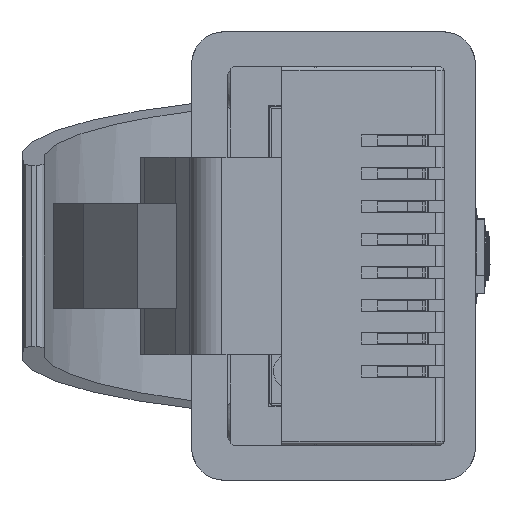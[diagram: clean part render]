
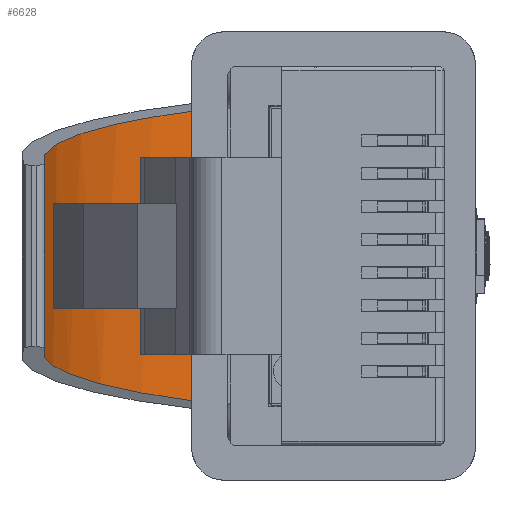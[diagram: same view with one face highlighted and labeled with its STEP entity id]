
A CAD part, left-side view. The second image highlights one B-rep face of the part: STEP entity #6628.
In plain terms, the highlighted cylindrical face has radius 12.7 mm (diameter 25.4 mm), a partial arc.
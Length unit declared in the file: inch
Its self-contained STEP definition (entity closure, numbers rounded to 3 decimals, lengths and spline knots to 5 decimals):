
#190 = EDGE_CURVE ( 'NONE', #15093, #6669, #26461, .T. ) ;
#730 = DIRECTION ( 'NONE',  ( -1., 0., 0. ) ) ;
#960 = AXIS2_PLACEMENT_3D ( 'NONE', #4854, #730, #6947 ) ;
#1609 = EDGE_CURVE ( 'NONE', #6669, #16197, #3388, .T. ) ;
#2728 = VECTOR ( 'NONE', #4645, 39.37008 ) ;
#3008 = CARTESIAN_POINT ( 'NONE',  ( 0.17565, 0.17224, 0.06 ) ) ;
#3360 = LINE ( 'NONE', #6917, #2728 ) ;
#3388 = LINE ( 'NONE', #17912, #8288 ) ;
#4562 = CARTESIAN_POINT ( 'NONE',  ( -0.16228, 0.27595, 0.1459 ) ) ;
#4645 = DIRECTION ( 'NONE',  ( -1., 0., 0. ) ) ;
#4854 = CARTESIAN_POINT ( 'NONE',  ( 0.185, -0.1467, 0.44506 ) ) ;
#5071 = CARTESIAN_POINT ( 'NONE',  ( 0.14373, 0.33879, 0.26499 ) ) ;
#5758 = VERTEX_POINT ( 'NONE', #24967 ) ;
#6628 = ADVANCED_FACE ( 'NONE', ( #9636 ), #20028, .F. ) ;
#6669 = VERTEX_POINT ( 'NONE', #11270 ) ;
#6808 = ORIENTED_EDGE ( 'NONE', *, *, #7354, .F. ) ;
#6917 = CARTESIAN_POINT ( 'NONE',  ( 0.185, 0.35118, 0.39908 ) ) ;
#6947 = DIRECTION ( 'NONE',  ( 0., 0., 1. ) ) ;
#7354 = EDGE_CURVE ( 'NONE', #16197, #5758, #17712, .T. ) ;
#8288 = VECTOR ( 'NONE', #13772, 39.37008 ) ;
#8789 = CARTESIAN_POINT ( 'NONE',  ( -0.12284, 0.35118, 0.39908 ) ) ;
#9636 = FACE_OUTER_BOUND ( 'NONE', #24126, .T. ) ;
#10752 = ORIENTED_EDGE ( 'NONE', *, *, #190, .F. ) ;
#11270 = CARTESIAN_POINT ( 'NONE',  ( 0.17565, 0.17224, 0.06 ) ) ;
#13772 = DIRECTION ( 'NONE',  ( -1., 0., 0. ) ) ;
#15093 = VERTEX_POINT ( 'NONE', #19453 ) ;
#16197 = VERTEX_POINT ( 'NONE', #22132 ) ;
#17545 = CARTESIAN_POINT ( 'NONE',  ( 0.12284, 0.35118, 0.39908 ) ) ;
#17712 =( BOUNDED_CURVE ( )  B_SPLINE_CURVE ( 3, ( #23167, #4562, #21202, #8789 ),
 .UNSPECIFIED., .F., .F. ) 
 B_SPLINE_CURVE_WITH_KNOTS ( ( 4, 4 ),
 ( 0.69176, 1.4787 ),
 .UNSPECIFIED. ) 
 CURVE ( )  GEOMETRIC_REPRESENTATION_ITEM ( )  RATIONAL_B_SPLINE_CURVE ( ( 1., 0.949, 0.949, 1. ) ) 
 REPRESENTATION_ITEM ( '' )  );
#17912 = CARTESIAN_POINT ( 'NONE',  ( 0.185, 0.17224, 0.06 ) ) ;
#19453 = CARTESIAN_POINT ( 'NONE',  ( 0.12284, 0.35118, 0.39908 ) ) ;
#19495 = ORIENTED_EDGE ( 'NONE', *, *, #1609, .F. ) ;
#19626 = CARTESIAN_POINT ( 'NONE',  ( 0.16228, 0.27595, 0.1459 ) ) ;
#20028 = CYLINDRICAL_SURFACE ( 'NONE', #960, 0.5 ) ;
#21202 = CARTESIAN_POINT ( 'NONE',  ( -0.14373, 0.33879, 0.26499 ) ) ;
#22132 = CARTESIAN_POINT ( 'NONE',  ( -0.17565, 0.17224, 0.06 ) ) ;
#22682 = ORIENTED_EDGE ( 'NONE', *, *, #25807, .T. ) ;
#23167 = CARTESIAN_POINT ( 'NONE',  ( -0.17565, 0.17224, 0.06 ) ) ;
#24126 = EDGE_LOOP ( 'NONE', ( #6808, #19495, #10752, #22682 ) ) ;
#24967 = CARTESIAN_POINT ( 'NONE',  ( -0.12284, 0.35118, 0.39908 ) ) ;
#25807 = EDGE_CURVE ( 'NONE', #15093, #5758, #3360, .T. ) ;
#26461 =( BOUNDED_CURVE ( )  B_SPLINE_CURVE ( 3, ( #17545, #5071, #19626, #3008 ),
 .UNSPECIFIED., .F., .F. ) 
 B_SPLINE_CURVE_WITH_KNOTS ( ( 4, 4 ),
 ( 1.66289, 2.44983 ),
 .UNSPECIFIED. ) 
 CURVE ( )  GEOMETRIC_REPRESENTATION_ITEM ( )  RATIONAL_B_SPLINE_CURVE ( ( 1., 0.949, 0.949, 1. ) ) 
 REPRESENTATION_ITEM ( '' )  );
